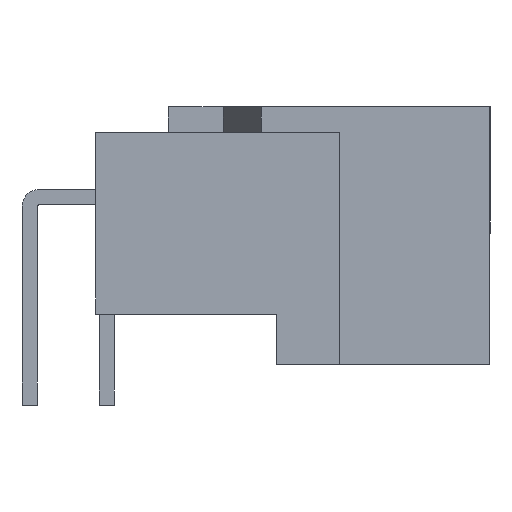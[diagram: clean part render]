
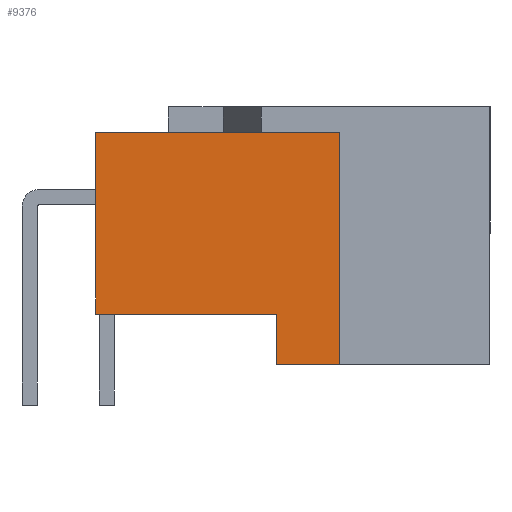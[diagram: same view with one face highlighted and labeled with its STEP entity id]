
A CAD part, front view. The second image highlights one B-rep face of the part: STEP entity #9376.
In plain terms, the highlighted planar face has unit normal (0, -1, 0).
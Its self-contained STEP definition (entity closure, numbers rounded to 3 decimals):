
#9203=CARTESIAN_POINT('',(5.59,-46.05,-1.67));
#9204=VERTEX_POINT('',#9203);
#9211=CARTESIAN_POINT('',(5.59,-46.05,0.));
#9212=VERTEX_POINT('',#9211);
#9213=CARTESIAN_POINT('',(5.59,-46.05,-1.67));
#9214=DIRECTION('',(0.0,0.0,1.0));
#9215=VECTOR('',#9214,1.67);
#9216=LINE('',#9213,#9215);
#9217=EDGE_CURVE('',#9204,#9212,#9216,.T.);
#9235=CARTESIAN_POINT('',(-0.36,-46.05,0.));
#9236=VERTEX_POINT('',#9235);
#9237=CARTESIAN_POINT('',(-0.36,-46.05,0.));
#9238=DIRECTION('',(1.0,0.0,0.0));
#9239=VECTOR('',#9238,5.95);
#9240=LINE('',#9237,#9239);
#9241=EDGE_CURVE('',#9236,#9212,#9240,.T.);
#9326=CARTESIAN_POINT('',(-0.36,-46.05,6.));
#9327=VERTEX_POINT('',#9326);
#9328=CARTESIAN_POINT('',(-0.36,-46.05,6.));
#9329=DIRECTION('',(0.0,0.0,-1.0));
#9330=VECTOR('',#9329,6.);
#9331=LINE('',#9328,#9330);
#9332=EDGE_CURVE('',#9327,#9236,#9331,.T.);
#9344=CARTESIAN_POINT('',(-0.36,-46.05,6.));
#9345=DIRECTION('',(0.0,-1.0,0.0));
#9346=DIRECTION('',(0.0,0.0,-1.0));
#9347=AXIS2_PLACEMENT_3D('',#9344,#9345,#9346);
#9348=PLANE('',#9347);
#9349=ORIENTED_EDGE('',*,*,#9241,.T.);
#9350=ORIENTED_EDGE('',*,*,#9217,.F.);
#9351=CARTESIAN_POINT('',(7.69,-46.05,-1.67));
#9352=VERTEX_POINT('',#9351);
#9353=CARTESIAN_POINT('',(7.69,-46.05,-1.67));
#9354=DIRECTION('',(-1.0,0.0,0.0));
#9355=VECTOR('',#9354,2.1);
#9356=LINE('',#9353,#9355);
#9357=EDGE_CURVE('',#9352,#9204,#9356,.T.);
#9358=ORIENTED_EDGE('',*,*,#9357,.F.);
#9359=CARTESIAN_POINT('',(7.69,-46.05,6.));
#9360=VERTEX_POINT('',#9359);
#9361=CARTESIAN_POINT('',(7.69,-46.05,6.));
#9362=DIRECTION('',(0.0,0.0,-1.0));
#9363=VECTOR('',#9362,7.67);
#9364=LINE('',#9361,#9363);
#9365=EDGE_CURVE('',#9360,#9352,#9364,.T.);
#9366=ORIENTED_EDGE('',*,*,#9365,.F.);
#9367=CARTESIAN_POINT('',(-0.36,-46.05,6.));
#9368=DIRECTION('',(1.0,0.0,0.0));
#9369=VECTOR('',#9368,8.05);
#9370=LINE('',#9367,#9369);
#9371=EDGE_CURVE('',#9327,#9360,#9370,.T.);
#9372=ORIENTED_EDGE('',*,*,#9371,.F.);
#9373=ORIENTED_EDGE('',*,*,#9332,.T.);
#9374=EDGE_LOOP('',(#9349,#9350,#9358,#9366,#9372,#9373));
#9375=FACE_OUTER_BOUND('',#9374,.T.);
#9376=ADVANCED_FACE('',(#9375),#9348,.T.);
